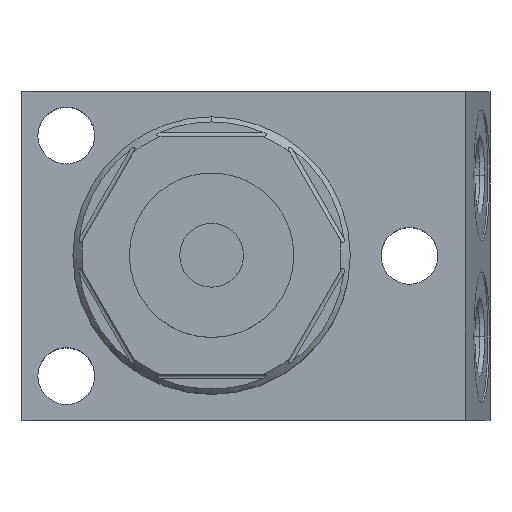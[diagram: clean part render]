
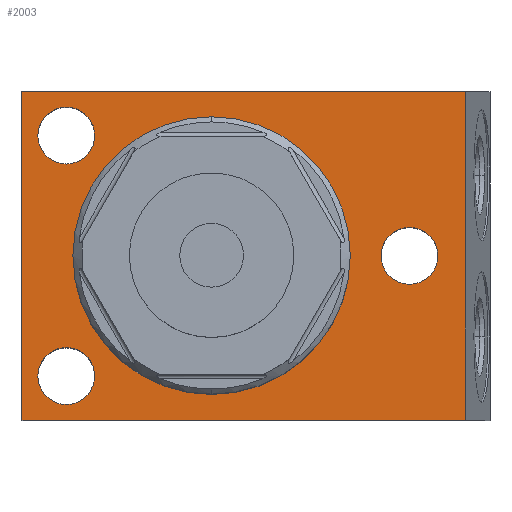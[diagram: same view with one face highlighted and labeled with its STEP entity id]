
A CAD part, top view. The second image highlights one B-rep face of the part: STEP entity #2003.
In plain terms, the highlighted planar face has unit normal (0, 0, 1).
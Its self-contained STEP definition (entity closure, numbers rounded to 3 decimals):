
#384=DIRECTION('',(0.,1.,0.));
#385=VECTOR('',#384,41.275);
#386=CARTESIAN_POINT('',(-23.8,-20.638,16.383));
#387=LINE('',#386,#385);
#388=CARTESIAN_POINT('',(0.,0.,16.383));
#389=DIRECTION('',(0.,0.,1.));
#390=DIRECTION('',(1.,0.,0.));
#391=AXIS2_PLACEMENT_3D('',#388,#389,#390);
#393=CARTESIAN_POINT('',(0.,0.,16.383));
#394=DIRECTION('',(0.,0.,1.));
#395=DIRECTION('',(-1.,0.,0.));
#396=AXIS2_PLACEMENT_3D('',#393,#394,#395);
#398=CARTESIAN_POINT('',(-18.237,-15.088,16.383));
#399=DIRECTION('',(0.,0.,-1.));
#400=DIRECTION('',(-1.,0.,0.));
#401=AXIS2_PLACEMENT_3D('',#398,#399,#400);
#403=CARTESIAN_POINT('',(-18.237,-15.088,16.383));
#404=DIRECTION('',(0.,0.,-1.));
#405=DIRECTION('',(1.,0.,0.));
#406=AXIS2_PLACEMENT_3D('',#403,#404,#405);
#408=CARTESIAN_POINT('',(-18.237,15.088,16.383));
#409=DIRECTION('',(0.,0.,-1.));
#410=DIRECTION('',(-1.,0.,0.));
#411=AXIS2_PLACEMENT_3D('',#408,#409,#410);
#413=CARTESIAN_POINT('',(-18.237,15.088,16.383));
#414=DIRECTION('',(0.,0.,-1.));
#415=DIRECTION('',(1.,0.,0.));
#416=AXIS2_PLACEMENT_3D('',#413,#414,#415);
#418=CARTESIAN_POINT('',(24.841,0.,16.383));
#419=DIRECTION('',(0.,0.,-1.));
#420=DIRECTION('',(-1.,0.,0.));
#421=AXIS2_PLACEMENT_3D('',#418,#419,#420);
#423=CARTESIAN_POINT('',(24.841,0.,16.383));
#424=DIRECTION('',(0.,0.,-1.));
#425=DIRECTION('',(1.,0.,0.));
#426=AXIS2_PLACEMENT_3D('',#423,#424,#425);
#436=DIRECTION('',(1.,0.,0.));
#437=VECTOR('',#436,55.662);
#438=CARTESIAN_POINT('',(-23.8,-20.638,16.383));
#439=LINE('',#438,#437);
#478=DIRECTION('',(0.,1.,0.));
#479=VECTOR('',#478,41.275);
#480=CARTESIAN_POINT('',(31.862,-20.638,16.383));
#481=LINE('',#480,#479);
#510=DIRECTION('',(1.,0.,0.));
#511=VECTOR('',#510,55.662);
#512=CARTESIAN_POINT('',(-23.8,20.638,16.383));
#513=LINE('',#512,#511);
#1462=CARTESIAN_POINT('',(-23.8,-20.638,16.383));
#1463=VERTEX_POINT('',#1462);
#1464=CARTESIAN_POINT('',(31.862,-20.638,16.383));
#1465=VERTEX_POINT('',#1464);
#1470=CARTESIAN_POINT('',(-23.8,20.638,16.383));
#1471=VERTEX_POINT('',#1470);
#1472=CARTESIAN_POINT('',(31.862,20.638,16.383));
#1473=VERTEX_POINT('',#1472);
#1474=CARTESIAN_POINT('',(17.412,0.,16.383));
#1475=CARTESIAN_POINT('',(-17.412,0.,16.383));
#1476=VERTEX_POINT('',#1474);
#1477=VERTEX_POINT('',#1475);
#1482=CARTESIAN_POINT('',(-21.806,-15.088,16.383));
#1483=CARTESIAN_POINT('',(-14.669,-15.088,16.383));
#1484=VERTEX_POINT('',#1482);
#1485=VERTEX_POINT('',#1483);
#1490=CARTESIAN_POINT('',(-21.806,15.088,16.383));
#1491=CARTESIAN_POINT('',(-14.669,15.088,16.383));
#1492=VERTEX_POINT('',#1490);
#1493=VERTEX_POINT('',#1491);
#1498=CARTESIAN_POINT('',(21.273,0.,16.383));
#1499=CARTESIAN_POINT('',(28.41,0.,16.383));
#1500=VERTEX_POINT('',#1498);
#1501=VERTEX_POINT('',#1499);
#1965=CARTESIAN_POINT('',(-23.8,-20.638,16.383));
#1966=DIRECTION('',(0.,0.,1.));
#1967=DIRECTION('',(1.,0.,0.));
#1968=AXIS2_PLACEMENT_3D('',#1965,#1966,#1967);
#1969=PLANE('',#1968);
#1971=ORIENTED_EDGE('',*,*,#1970,.F.);
#1973=ORIENTED_EDGE('',*,*,#1972,.T.);
#1975=ORIENTED_EDGE('',*,*,#1974,.T.);
#1977=ORIENTED_EDGE('',*,*,#1976,.F.);
#1978=EDGE_LOOP('',(#1971,#1973,#1975,#1977));
#1979=FACE_OUTER_BOUND('',#1978,.F.);
#1980=ORIENTED_EDGE('',*,*,#1953,.T.);
#1982=ORIENTED_EDGE('',*,*,#1981,.T.);
#1983=EDGE_LOOP('',(#1980,#1982));
#1984=FACE_BOUND('',#1983,.F.);
#1986=ORIENTED_EDGE('',*,*,#1985,.F.);
#1988=ORIENTED_EDGE('',*,*,#1987,.F.);
#1989=EDGE_LOOP('',(#1986,#1988));
#1990=FACE_BOUND('',#1989,.F.);
#1992=ORIENTED_EDGE('',*,*,#1991,.F.);
#1994=ORIENTED_EDGE('',*,*,#1993,.F.);
#1995=EDGE_LOOP('',(#1992,#1994));
#1996=FACE_BOUND('',#1995,.F.);
#1998=ORIENTED_EDGE('',*,*,#1997,.F.);
#2000=ORIENTED_EDGE('',*,*,#1999,.F.);
#2001=EDGE_LOOP('',(#1998,#2000));
#2002=FACE_BOUND('',#2001,.F.);
#392=CIRCLE('',#391,17.412);
#397=CIRCLE('',#396,17.412);
#402=CIRCLE('',#401,3.569);
#407=CIRCLE('',#406,3.569);
#412=CIRCLE('',#411,3.569);
#417=CIRCLE('',#416,3.569);
#422=CIRCLE('',#421,3.569);
#427=CIRCLE('',#426,3.569);
#1953=EDGE_CURVE('',#1476,#1477,#392,.T.);
#1970=EDGE_CURVE('',#1463,#1465,#439,.T.);
#1972=EDGE_CURVE('',#1463,#1471,#387,.T.);
#1974=EDGE_CURVE('',#1471,#1473,#513,.T.);
#1976=EDGE_CURVE('',#1465,#1473,#481,.T.);
#1981=EDGE_CURVE('',#1477,#1476,#397,.T.);
#1985=EDGE_CURVE('',#1484,#1485,#402,.T.);
#1987=EDGE_CURVE('',#1485,#1484,#407,.T.);
#1991=EDGE_CURVE('',#1492,#1493,#412,.T.);
#1993=EDGE_CURVE('',#1493,#1492,#417,.T.);
#1997=EDGE_CURVE('',#1500,#1501,#422,.T.);
#1999=EDGE_CURVE('',#1501,#1500,#427,.T.);
#2003=ADVANCED_FACE('',(#1979,#1984,#1990,#1996,#2002),#1969,.T.);
